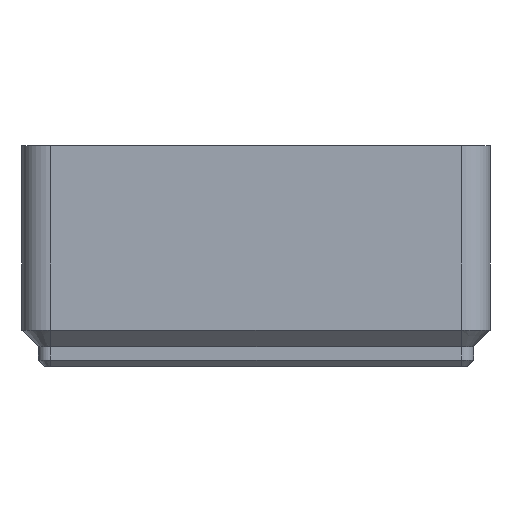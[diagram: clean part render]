
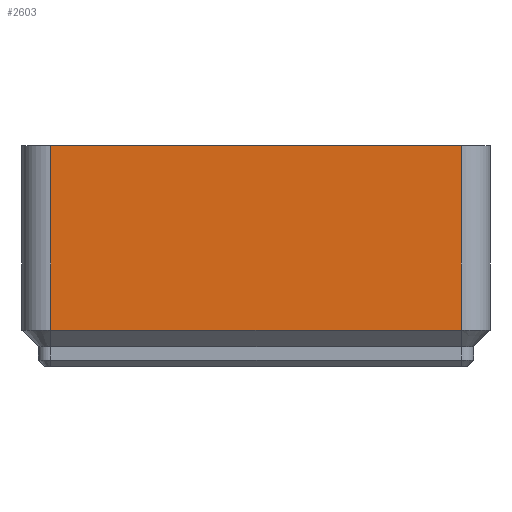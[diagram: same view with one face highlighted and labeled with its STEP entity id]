
A CAD part, left-side view. The second image highlights one B-rep face of the part: STEP entity #2603.
In plain terms, the highlighted planar face has unit normal (-1, 0, 0).
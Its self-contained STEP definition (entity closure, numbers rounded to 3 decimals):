
#122=PLANE('',#2881);
#319=LINE('',#4287,#577);
#366=LINE('',#4417,#624);
#379=LINE('',#4489,#637);
#380=LINE('',#4491,#638);
#577=VECTOR('',#3410,10.);
#624=VECTOR('',#3557,10.);
#637=VECTOR('',#3666,10.);
#638=VECTOR('',#3669,10.);
#832=FACE_OUTER_BOUND('',#985,.T.);
#985=EDGE_LOOP('',(#2447,#2448,#2449,#2450));
#1284=VERTEX_POINT('',#4282);
#1285=VERTEX_POINT('',#4286);
#1317=VERTEX_POINT('',#4414);
#1318=VERTEX_POINT('',#4416);
#1602=EDGE_CURVE('',#1285,#1284,#319,.T.);
#1668=EDGE_CURVE('',#1318,#1317,#366,.T.);
#1703=EDGE_CURVE('',#1318,#1285,#379,.T.);
#1704=EDGE_CURVE('',#1284,#1317,#380,.T.);
#2447=ORIENTED_EDGE('',*,*,#1703,.F.);
#2448=ORIENTED_EDGE('',*,*,#1668,.T.);
#2449=ORIENTED_EDGE('',*,*,#1704,.F.);
#2450=ORIENTED_EDGE('',*,*,#1602,.F.);
#2603=ADVANCED_FACE('',(#832),#122,.T.);
#2881=AXIS2_PLACEMENT_3D('',#4490,#3667,#3668);
#3410=DIRECTION('',(0.,1.,0.));
#3557=DIRECTION('',(0.,1.,0.));
#3666=DIRECTION('',(0.,0.,-1.));
#3667=DIRECTION('center_axis',(-1.,0.,0.));
#3668=DIRECTION('ref_axis',(0.,-1.,0.));
#3669=DIRECTION('',(0.,0.,1.));
#4282=CARTESIAN_POINT('',(0.,57.75,-0.25));
#4286=CARTESIAN_POINT('',(0.,3.75,-0.25));
#4287=CARTESIAN_POINT('',(0.,9.5,-0.25));
#4414=CARTESIAN_POINT('',(0.,57.75,24.));
#4416=CARTESIAN_POINT('',(0.,3.75,24.));
#4417=CARTESIAN_POINT('',(0.,46.125,24.));
#4489=CARTESIAN_POINT('',(0.,3.75,0.));
#4490=CARTESIAN_POINT('Origin',(0.,61.5,0.));
#4491=CARTESIAN_POINT('',(0.,57.75,0.));
